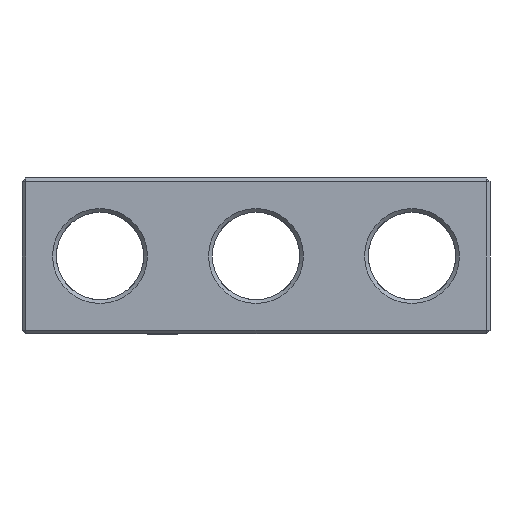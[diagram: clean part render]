
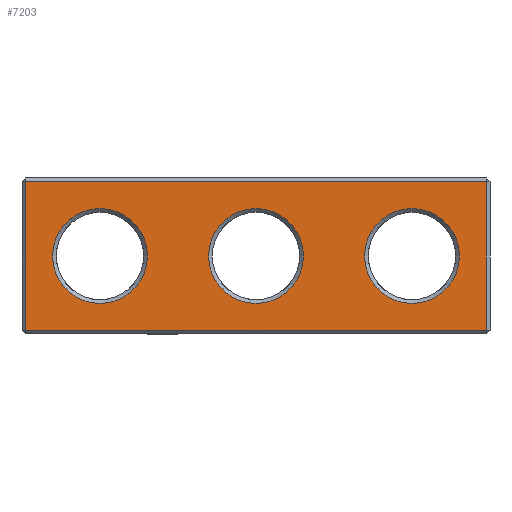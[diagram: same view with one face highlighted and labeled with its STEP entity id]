
A CAD part, front view. The second image highlights one B-rep face of the part: STEP entity #7203.
In plain terms, the highlighted planar face has unit normal (0, -1, 0).
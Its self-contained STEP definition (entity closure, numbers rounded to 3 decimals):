
#1131 = PLANE('',#1132);
#1132 = AXIS2_PLACEMENT_3D('',#1133,#1134,#1135);
#1133 = CARTESIAN_POINT('',(-31.25,-6.1,0.15));
#1134 = DIRECTION('',(0.,-0.707,-0.707));
#1135 = DIRECTION('',(-1.,-0.,-0.));
#3869 = VERTEX_POINT('',#3870);
#3870 = CARTESIAN_POINT('',(-30.95,-6.25,0.3));
#3896 = EDGE_CURVE('',#3869,#3897,#3899,.T.);
#3897 = VERTEX_POINT('',#3898);
#3898 = CARTESIAN_POINT('',(5.95,-6.25,0.3));
#3899 = SURFACE_CURVE('',#3900,(#3904,#3911),.PCURVE_S1.);
#3900 = LINE('',#3901,#3902);
#3901 = CARTESIAN_POINT('',(-31.25,-6.25,0.3));
#3902 = VECTOR('',#3903,1.);
#3903 = DIRECTION('',(1.,0.,0.));
#3904 = PCURVE('',#1131,#3905);
#3905 = DEFINITIONAL_REPRESENTATION('',(#3906),#3910);
#3906 = LINE('',#3907,#3908);
#3907 = CARTESIAN_POINT('',(-0.,-0.212));
#3908 = VECTOR('',#3909,1.);
#3909 = DIRECTION('',(-1.,0.));
#3910 = ( GEOMETRIC_REPRESENTATION_CONTEXT(2) 
PARAMETRIC_REPRESENTATION_CONTEXT() REPRESENTATION_CONTEXT('2D SPACE',''
  ) );
#3911 = PCURVE('',#3912,#3917);
#3912 = PLANE('',#3913);
#3913 = AXIS2_PLACEMENT_3D('',#3914,#3915,#3916);
#3914 = CARTESIAN_POINT('',(-31.25,-6.25,0.));
#3915 = DIRECTION('',(0.,1.,0.));
#3916 = DIRECTION('',(1.,0.,0.));
#3917 = DEFINITIONAL_REPRESENTATION('',(#3918),#3922);
#3918 = LINE('',#3919,#3920);
#3919 = CARTESIAN_POINT('',(0.,-0.3));
#3920 = VECTOR('',#3921,1.);
#3921 = DIRECTION('',(1.,0.));
#3922 = ( GEOMETRIC_REPRESENTATION_CONTEXT(2) 
PARAMETRIC_REPRESENTATION_CONTEXT() REPRESENTATION_CONTEXT('2D SPACE',''
  ) );
#6992 = PLANE('',#6993);
#6993 = AXIS2_PLACEMENT_3D('',#6994,#6995,#6996);
#6994 = CARTESIAN_POINT('',(6.1,-6.1,0.));
#6995 = DIRECTION('',(0.707,-0.707,0.));
#6996 = DIRECTION('',(-0.,-0.,-1.));
#7192 = PLANE('',#7193);
#7193 = AXIS2_PLACEMENT_3D('',#7194,#7195,#7196);
#7194 = CARTESIAN_POINT('',(-31.1,-6.1,0.));
#7195 = DIRECTION('',(-0.707,-0.707,0.));
#7196 = DIRECTION('',(-0.,-0.,-1.));
#7203 = ADVANCED_FACE('',(#7204,#7279,#7314,#7345),#3912,.F.);
#7204 = FACE_BOUND('',#7205,.F.);
#7205 = EDGE_LOOP('',(#7206,#7236,#7257,#7258));
#7206 = ORIENTED_EDGE('',*,*,#7207,.T.);
#7207 = EDGE_CURVE('',#7208,#7210,#7212,.T.);
#7208 = VERTEX_POINT('',#7209);
#7209 = CARTESIAN_POINT('',(-30.95,-6.25,12.2));
#7210 = VERTEX_POINT('',#7211);
#7211 = CARTESIAN_POINT('',(5.95,-6.25,12.2));
#7212 = SURFACE_CURVE('',#7213,(#7217,#7224),.PCURVE_S1.);
#7213 = LINE('',#7214,#7215);
#7214 = CARTESIAN_POINT('',(-31.25,-6.25,12.2));
#7215 = VECTOR('',#7216,1.);
#7216 = DIRECTION('',(1.,0.,0.));
#7217 = PCURVE('',#3912,#7218);
#7218 = DEFINITIONAL_REPRESENTATION('',(#7219),#7223);
#7219 = LINE('',#7220,#7221);
#7220 = CARTESIAN_POINT('',(0.,-12.2));
#7221 = VECTOR('',#7222,1.);
#7222 = DIRECTION('',(1.,0.));
#7223 = ( GEOMETRIC_REPRESENTATION_CONTEXT(2) 
PARAMETRIC_REPRESENTATION_CONTEXT() REPRESENTATION_CONTEXT('2D SPACE',''
  ) );
#7224 = PCURVE('',#7225,#7230);
#7225 = PLANE('',#7226);
#7226 = AXIS2_PLACEMENT_3D('',#7227,#7228,#7229);
#7227 = CARTESIAN_POINT('',(-31.25,-6.1,12.35));
#7228 = DIRECTION('',(0.,0.707,-0.707));
#7229 = DIRECTION('',(-1.,-0.,-0.));
#7230 = DEFINITIONAL_REPRESENTATION('',(#7231),#7235);
#7231 = LINE('',#7232,#7233);
#7232 = CARTESIAN_POINT('',(-0.,-0.212));
#7233 = VECTOR('',#7234,1.);
#7234 = DIRECTION('',(-1.,0.));
#7235 = ( GEOMETRIC_REPRESENTATION_CONTEXT(2) 
PARAMETRIC_REPRESENTATION_CONTEXT() REPRESENTATION_CONTEXT('2D SPACE',''
  ) );
#7236 = ORIENTED_EDGE('',*,*,#7237,.F.);
#7237 = EDGE_CURVE('',#3897,#7210,#7238,.T.);
#7238 = SURFACE_CURVE('',#7239,(#7243,#7250),.PCURVE_S1.);
#7239 = LINE('',#7240,#7241);
#7240 = CARTESIAN_POINT('',(5.95,-6.25,0.));
#7241 = VECTOR('',#7242,1.);
#7242 = DIRECTION('',(0.,0.,1.));
#7243 = PCURVE('',#3912,#7244);
#7244 = DEFINITIONAL_REPRESENTATION('',(#7245),#7249);
#7245 = LINE('',#7246,#7247);
#7246 = CARTESIAN_POINT('',(37.2,0.));
#7247 = VECTOR('',#7248,1.);
#7248 = DIRECTION('',(0.,-1.));
#7249 = ( GEOMETRIC_REPRESENTATION_CONTEXT(2) 
PARAMETRIC_REPRESENTATION_CONTEXT() REPRESENTATION_CONTEXT('2D SPACE',''
  ) );
#7250 = PCURVE('',#6992,#7251);
#7251 = DEFINITIONAL_REPRESENTATION('',(#7252),#7256);
#7252 = LINE('',#7253,#7254);
#7253 = CARTESIAN_POINT('',(-0.,-0.212));
#7254 = VECTOR('',#7255,1.);
#7255 = DIRECTION('',(-1.,0.));
#7256 = ( GEOMETRIC_REPRESENTATION_CONTEXT(2) 
PARAMETRIC_REPRESENTATION_CONTEXT() REPRESENTATION_CONTEXT('2D SPACE',''
  ) );
#7257 = ORIENTED_EDGE('',*,*,#3896,.F.);
#7258 = ORIENTED_EDGE('',*,*,#7259,.T.);
#7259 = EDGE_CURVE('',#3869,#7208,#7260,.T.);
#7260 = SURFACE_CURVE('',#7261,(#7265,#7272),.PCURVE_S1.);
#7261 = LINE('',#7262,#7263);
#7262 = CARTESIAN_POINT('',(-30.95,-6.25,0.));
#7263 = VECTOR('',#7264,1.);
#7264 = DIRECTION('',(0.,0.,1.));
#7265 = PCURVE('',#3912,#7266);
#7266 = DEFINITIONAL_REPRESENTATION('',(#7267),#7271);
#7267 = LINE('',#7268,#7269);
#7268 = CARTESIAN_POINT('',(0.3,0.));
#7269 = VECTOR('',#7270,1.);
#7270 = DIRECTION('',(0.,-1.));
#7271 = ( GEOMETRIC_REPRESENTATION_CONTEXT(2) 
PARAMETRIC_REPRESENTATION_CONTEXT() REPRESENTATION_CONTEXT('2D SPACE',''
  ) );
#7272 = PCURVE('',#7192,#7273);
#7273 = DEFINITIONAL_REPRESENTATION('',(#7274),#7278);
#7274 = LINE('',#7275,#7276);
#7275 = CARTESIAN_POINT('',(-0.,0.212));
#7276 = VECTOR('',#7277,1.);
#7277 = DIRECTION('',(-1.,0.));
#7278 = ( GEOMETRIC_REPRESENTATION_CONTEXT(2) 
PARAMETRIC_REPRESENTATION_CONTEXT() REPRESENTATION_CONTEXT('2D SPACE',''
  ) );
#7279 = FACE_BOUND('',#7280,.F.);
#7280 = EDGE_LOOP('',(#7281));
#7281 = ORIENTED_EDGE('',*,*,#7282,.T.);
#7282 = EDGE_CURVE('',#7283,#7283,#7285,.T.);
#7283 = VERTEX_POINT('',#7284);
#7284 = CARTESIAN_POINT('',(-25.,-6.25,10.05));
#7285 = SURFACE_CURVE('',#7286,(#7291,#7302),.PCURVE_S1.);
#7286 = CIRCLE('',#7287,3.8);
#7287 = AXIS2_PLACEMENT_3D('',#7288,#7289,#7290);
#7288 = CARTESIAN_POINT('',(-25.,-6.25,6.25));
#7289 = DIRECTION('',(0.,-1.,0.));
#7290 = DIRECTION('',(0.,0.,1.));
#7291 = PCURVE('',#3912,#7292);
#7292 = DEFINITIONAL_REPRESENTATION('',(#7293),#7301);
#7293 = ( BOUNDED_CURVE() B_SPLINE_CURVE(2,(#7294,#7295,#7296,#7297,
#7298,#7299,#7300),.UNSPECIFIED.,.T.,.F.) B_SPLINE_CURVE_WITH_KNOTS((1,2
    ,2,2,2,1),(-2.094,0.,2.094,4.189,
6.283,8.378),.UNSPECIFIED.) CURVE() 
GEOMETRIC_REPRESENTATION_ITEM() RATIONAL_B_SPLINE_CURVE((1.,0.5,1.,0.5,
1.,0.5,1.)) REPRESENTATION_ITEM('') );
#7294 = CARTESIAN_POINT('',(6.25,-10.05));
#7295 = CARTESIAN_POINT('',(-0.332,-10.05));
#7296 = CARTESIAN_POINT('',(2.959,-4.35));
#7297 = CARTESIAN_POINT('',(6.25,1.35));
#7298 = CARTESIAN_POINT('',(9.541,-4.35));
#7299 = CARTESIAN_POINT('',(12.832,-10.05));
#7300 = CARTESIAN_POINT('',(6.25,-10.05));
#7301 = ( GEOMETRIC_REPRESENTATION_CONTEXT(2) 
PARAMETRIC_REPRESENTATION_CONTEXT() REPRESENTATION_CONTEXT('2D SPACE',''
  ) );
#7302 = PCURVE('',#7303,#7308);
#7303 = CONICAL_SURFACE('',#7304,3.5,0.785);
#7304 = AXIS2_PLACEMENT_3D('',#7305,#7306,#7307);
#7305 = CARTESIAN_POINT('',(-25.,-5.95,6.25));
#7306 = DIRECTION('',(0.,-1.,0.));
#7307 = DIRECTION('',(0.,0.,1.));
#7308 = DEFINITIONAL_REPRESENTATION('',(#7309),#7313);
#7309 = LINE('',#7310,#7311);
#7310 = CARTESIAN_POINT('',(0.,0.3));
#7311 = VECTOR('',#7312,1.);
#7312 = DIRECTION('',(1.,0.));
#7313 = ( GEOMETRIC_REPRESENTATION_CONTEXT(2) 
PARAMETRIC_REPRESENTATION_CONTEXT() REPRESENTATION_CONTEXT('2D SPACE',''
  ) );
#7314 = FACE_BOUND('',#7315,.F.);
#7315 = EDGE_LOOP('',(#7316));
#7316 = ORIENTED_EDGE('',*,*,#7317,.F.);
#7317 = EDGE_CURVE('',#7318,#7318,#7320,.T.);
#7318 = VERTEX_POINT('',#7319);
#7319 = CARTESIAN_POINT('',(-12.5,-6.25,10.05));
#7320 = SURFACE_CURVE('',#7321,(#7326,#7333),.PCURVE_S1.);
#7321 = CIRCLE('',#7322,3.8);
#7322 = AXIS2_PLACEMENT_3D('',#7323,#7324,#7325);
#7323 = CARTESIAN_POINT('',(-12.5,-6.25,6.25));
#7324 = DIRECTION('',(0.,1.,0.));
#7325 = DIRECTION('',(0.,0.,1.));
#7326 = PCURVE('',#3912,#7327);
#7327 = DEFINITIONAL_REPRESENTATION('',(#7328),#7332);
#7328 = CIRCLE('',#7329,3.8);
#7329 = AXIS2_PLACEMENT_2D('',#7330,#7331);
#7330 = CARTESIAN_POINT('',(18.75,-6.25));
#7331 = DIRECTION('',(0.,-1.));
#7332 = ( GEOMETRIC_REPRESENTATION_CONTEXT(2) 
PARAMETRIC_REPRESENTATION_CONTEXT() REPRESENTATION_CONTEXT('2D SPACE',''
  ) );
#7333 = PCURVE('',#7334,#7339);
#7334 = CONICAL_SURFACE('',#7335,3.5,0.785);
#7335 = AXIS2_PLACEMENT_3D('',#7336,#7337,#7338);
#7336 = CARTESIAN_POINT('',(-12.5,-5.95,6.25));
#7337 = DIRECTION('',(0.,-1.,0.));
#7338 = DIRECTION('',(0.,0.,1.));
#7339 = DEFINITIONAL_REPRESENTATION('',(#7340),#7344);
#7340 = LINE('',#7341,#7342);
#7341 = CARTESIAN_POINT('',(-0.,0.3));
#7342 = VECTOR('',#7343,1.);
#7343 = DIRECTION('',(-1.,0.));
#7344 = ( GEOMETRIC_REPRESENTATION_CONTEXT(2) 
PARAMETRIC_REPRESENTATION_CONTEXT() REPRESENTATION_CONTEXT('2D SPACE',''
  ) );
#7345 = FACE_BOUND('',#7346,.F.);
#7346 = EDGE_LOOP('',(#7347));
#7347 = ORIENTED_EDGE('',*,*,#7348,.T.);
#7348 = EDGE_CURVE('',#7349,#7349,#7351,.T.);
#7349 = VERTEX_POINT('',#7350);
#7350 = CARTESIAN_POINT('',(0.,-6.25,10.05));
#7351 = SURFACE_CURVE('',#7352,(#7357,#7368),.PCURVE_S1.);
#7352 = CIRCLE('',#7353,3.8);
#7353 = AXIS2_PLACEMENT_3D('',#7354,#7355,#7356);
#7354 = CARTESIAN_POINT('',(0.,-6.25,6.25));
#7355 = DIRECTION('',(0.,-1.,0.));
#7356 = DIRECTION('',(0.,0.,1.));
#7357 = PCURVE('',#3912,#7358);
#7358 = DEFINITIONAL_REPRESENTATION('',(#7359),#7367);
#7359 = ( BOUNDED_CURVE() B_SPLINE_CURVE(2,(#7360,#7361,#7362,#7363,
#7364,#7365,#7366),.UNSPECIFIED.,.T.,.F.) B_SPLINE_CURVE_WITH_KNOTS((1,2
    ,2,2,2,1),(-2.094,0.,2.094,4.189,
6.283,8.378),.UNSPECIFIED.) CURVE() 
GEOMETRIC_REPRESENTATION_ITEM() RATIONAL_B_SPLINE_CURVE((1.,0.5,1.,0.5,
1.,0.5,1.)) REPRESENTATION_ITEM('') );
#7360 = CARTESIAN_POINT('',(31.25,-10.05));
#7361 = CARTESIAN_POINT('',(24.668,-10.05));
#7362 = CARTESIAN_POINT('',(27.959,-4.35));
#7363 = CARTESIAN_POINT('',(31.25,1.35));
#7364 = CARTESIAN_POINT('',(34.541,-4.35));
#7365 = CARTESIAN_POINT('',(37.832,-10.05));
#7366 = CARTESIAN_POINT('',(31.25,-10.05));
#7367 = ( GEOMETRIC_REPRESENTATION_CONTEXT(2) 
PARAMETRIC_REPRESENTATION_CONTEXT() REPRESENTATION_CONTEXT('2D SPACE',''
  ) );
#7368 = PCURVE('',#7369,#7374);
#7369 = CONICAL_SURFACE('',#7370,3.5,0.785);
#7370 = AXIS2_PLACEMENT_3D('',#7371,#7372,#7373);
#7371 = CARTESIAN_POINT('',(0.,-5.95,6.25));
#7372 = DIRECTION('',(0.,-1.,0.));
#7373 = DIRECTION('',(0.,0.,1.));
#7374 = DEFINITIONAL_REPRESENTATION('',(#7375),#7379);
#7375 = LINE('',#7376,#7377);
#7376 = CARTESIAN_POINT('',(0.,0.3));
#7377 = VECTOR('',#7378,1.);
#7378 = DIRECTION('',(1.,0.));
#7379 = ( GEOMETRIC_REPRESENTATION_CONTEXT(2) 
PARAMETRIC_REPRESENTATION_CONTEXT() REPRESENTATION_CONTEXT('2D SPACE',''
  ) );
